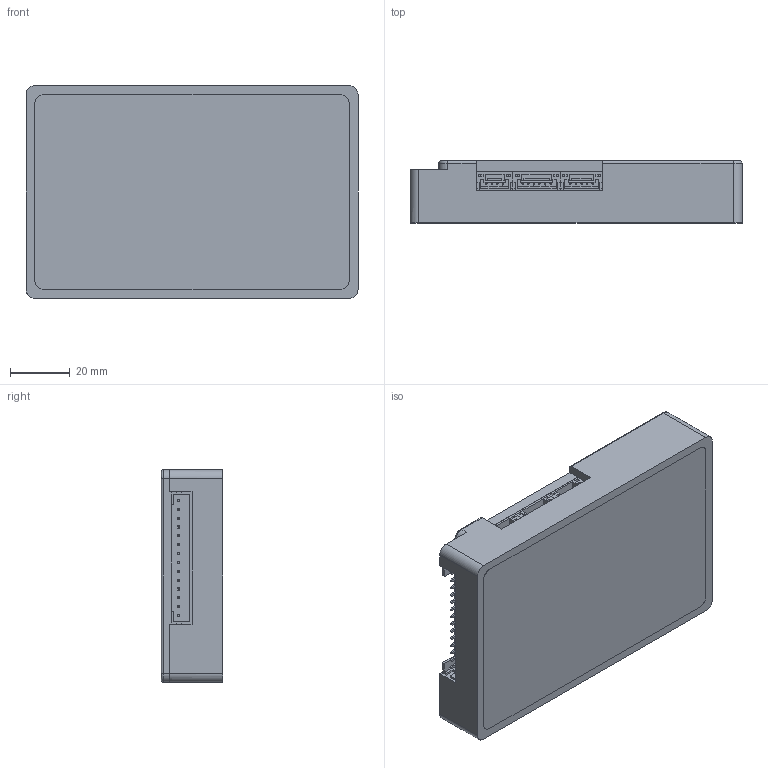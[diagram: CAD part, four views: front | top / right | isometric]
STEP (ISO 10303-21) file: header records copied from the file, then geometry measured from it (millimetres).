
FILE_DESCRIPTION(('FreeCAD Model'),'2;1');
FILE_NAME('Open CASCADE Shape Model','2025-05-29T14:00:48',('FreeCAD'),( 'FreeCAD'),'Open CASCADE STEP processor 7.6','FreeCAD','Unknown');
FILE_SCHEMA(('AUTOMOTIVE_DESIGN { 1 0 10303 214 1 1 1 1 }'));
Products named in the file (1): Open CASCADE STEP translator 7.6 1
Bounding box: 111.41 x 20.8 x 71.3 mm (x, y, z)
Volume: 156919.9 mm3; surface area: 61713 mm2
Topology: 51 solids, 51 shells, 1921 faces, 5519 edges, 3716 vertices
Faces by surface type: bspline 1921
Entity records: 58061 total; most frequent: CARTESIAN_POINT 24382, ORIENTED_EDGE 11034, EDGE_CURVE 5517, B_SPLINE_CURVE_WITH_KNOTS 5427, VERTEX_POINT 3716, FACE_BOUND 2035, EDGE_LOOP 2035, ADVANCED_FACE 1921
